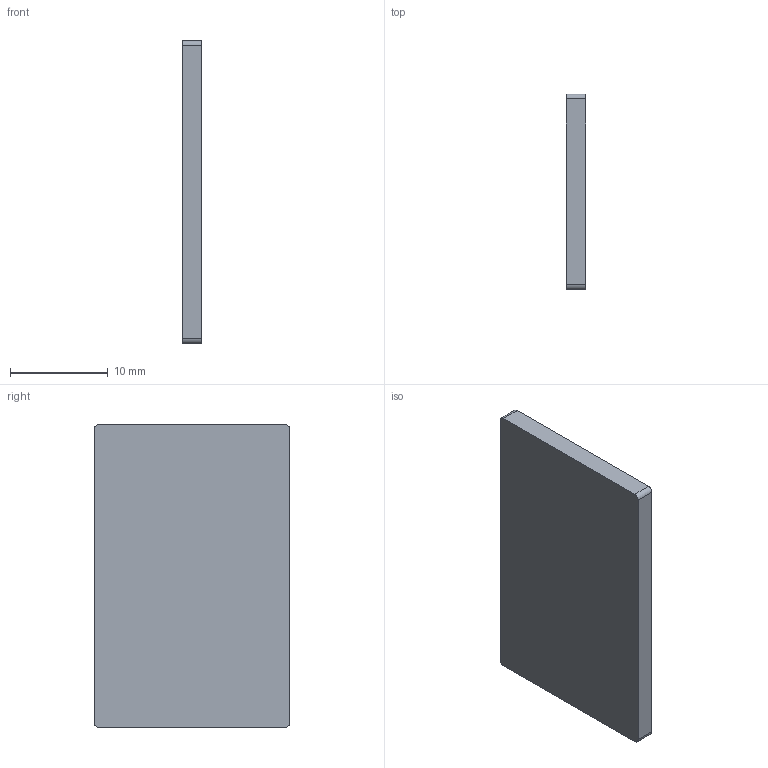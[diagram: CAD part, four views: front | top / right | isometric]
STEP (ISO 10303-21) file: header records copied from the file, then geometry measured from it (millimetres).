
FILE_DESCRIPTION (( 'STEP AP203' ), '1' );
FILE_NAME ('60300-240-12.step', '2023-02-07T13:34:07', ( '' ), ( '' ), 'SwSTEP 2.0', 'SolidWorks 2018', '' );
FILE_SCHEMA (( 'CONFIG_CONTROL_DESIGN' ));
Length unit declared in the file: millimetre
Products named in the file (1): 60300-240-12
Bounding box: 2 x 20 x 31 mm (x, y, z)
Volume: 1238.9 mm3; surface area: 1452.8 mm2
Topology: 1 solids, 1 shells, 257 faces, 678 edges, 452 vertices
Faces by surface type: plane 134, bspline 119, cylinder 4
Entity records: 14967 total; most frequent: CARTESIAN_POINT 9331, ORIENTED_EDGE 1356, DIRECTION 726, EDGE_CURVE 678, VERTEX_POINT 452, VECTOR 432, LINE 432, EDGE_LOOP 286
